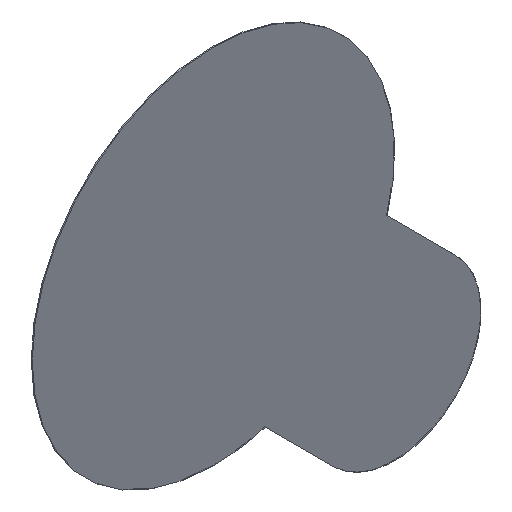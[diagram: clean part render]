
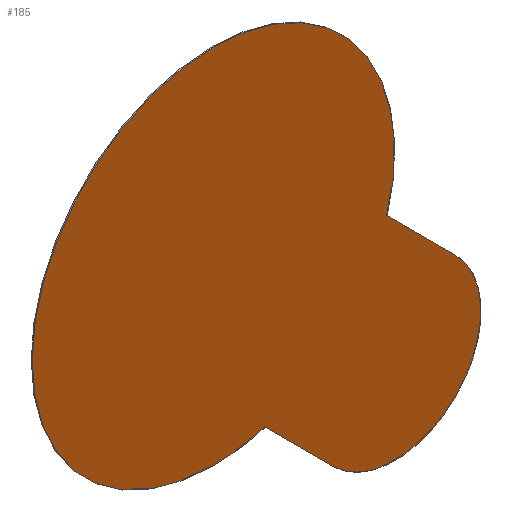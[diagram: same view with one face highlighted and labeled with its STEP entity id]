
A CAD part, isometric view. The second image highlights one B-rep face of the part: STEP entity #185.
In plain terms, the highlighted planar face has unit normal (0, -1, 0).
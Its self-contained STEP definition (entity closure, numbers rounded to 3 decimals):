
#1 = PLANE ( 'NONE',  #135 ) ;
#6 = AXIS2_PLACEMENT_3D ( 'NONE', #234, #118, #254 ) ;
#9 = VERTEX_POINT ( 'NONE', #38 ) ;
#18 = VECTOR ( 'NONE', #37, 1000. ) ;
#22 = VECTOR ( 'NONE', #190, 1000. ) ;
#32 = EDGE_CURVE ( 'NONE', #34, #232, #222, .T. ) ;
#34 = VERTEX_POINT ( 'NONE', #178 ) ;
#37 = DIRECTION ( 'NONE',  ( 0.707, 0., -0.707 ) ) ;
#38 = CARTESIAN_POINT ( 'NONE',  ( 25.982, -10.93, -23.018 ) ) ;
#41 = CIRCLE ( 'NONE', #229, 5.25 ) ;
#46 = LINE ( 'NONE', #245, #22 ) ;
#53 = AXIS2_PLACEMENT_3D ( 'NONE', #98, #77, #75 ) ;
#55 = CARTESIAN_POINT ( 'NONE',  ( 22.5, -10.93, -16. ) ) ;
#56 = EDGE_CURVE ( 'NONE', #232, #154, #41, .T. ) ;
#65 = AXIS2_PLACEMENT_3D ( 'NONE', #55, #259, #196 ) ;
#70 = EDGE_CURVE ( 'NONE', #9, #114, #235, .T. ) ;
#75 = DIRECTION ( 'NONE',  ( 0., 0., -1. ) ) ;
#77 = DIRECTION ( 'NONE',  ( 0., -1., 0. ) ) ;
#86 = EDGE_CURVE ( 'NONE', #154, #9, #240, .T. ) ;
#98 = CARTESIAN_POINT ( 'NONE',  ( 22.5, -10.93, -16. ) ) ;
#108 = CARTESIAN_POINT ( 'NONE',  ( 22.5, -10.93, -21.25 ) ) ;
#109 = EDGE_CURVE ( 'NONE', #226, #34, #121, .T. ) ;
#111 = ORIENTED_EDGE ( 'NONE', *, *, #86, .T. ) ;
#114 = VERTEX_POINT ( 'NONE', #257 ) ;
#118 = DIRECTION ( 'NONE',  ( 0., -1., 0. ) ) ;
#121 = CIRCLE ( 'NONE', #53, 5.25 ) ;
#128 = CARTESIAN_POINT ( 'NONE',  ( 22.5, -10.93, -16. ) ) ;
#132 = ORIENTED_EDGE ( 'NONE', *, *, #56, .T. ) ;
#135 = AXIS2_PLACEMENT_3D ( 'NONE', #128, #204, #243 ) ;
#140 = CARTESIAN_POINT ( 'NONE',  ( 22.5, -10.93, -16. ) ) ;
#154 = VERTEX_POINT ( 'NONE', #202 ) ;
#159 = DIRECTION ( 'NONE',  ( 0., 0., -1. ) ) ;
#161 = DIRECTION ( 'NONE',  ( 0., -1., 0. ) ) ;
#165 = FACE_OUTER_BOUND ( 'NONE', #210, .T. ) ;
#166 = EDGE_CURVE ( 'NONE', #114, #226, #46, .T. ) ;
#173 = ORIENTED_EDGE ( 'NONE', *, *, #32, .T. ) ;
#176 = ORIENTED_EDGE ( 'NONE', *, *, #166, .T. ) ;
#178 = CARTESIAN_POINT ( 'NONE',  ( 22.5, -10.93, -10.75 ) ) ;
#185 = ADVANCED_FACE ( 'NONE', ( #165 ), #1, .T. ) ;
#190 = DIRECTION ( 'NONE',  ( -0.707, 0., 0.707 ) ) ;
#196 = DIRECTION ( 'NONE',  ( 0., 0., -1. ) ) ;
#202 = CARTESIAN_POINT ( 'NONE',  ( 23.997, -10.93, -21.032 ) ) ;
#204 = DIRECTION ( 'NONE',  ( 0., -1., 0. ) ) ;
#210 = EDGE_LOOP ( 'NONE', ( #253, #173, #132, #111, #248, #176 ) ) ;
#218 = CARTESIAN_POINT ( 'NONE',  ( 25.982, -10.93, -23.018 ) ) ;
#222 = CIRCLE ( 'NONE', #65, 5.25 ) ;
#226 = VERTEX_POINT ( 'NONE', #244 ) ;
#229 = AXIS2_PLACEMENT_3D ( 'NONE', #140, #161, #159 ) ;
#232 = VERTEX_POINT ( 'NONE', #108 ) ;
#234 = CARTESIAN_POINT ( 'NONE',  ( 27.75, -10.93, -21.25 ) ) ;
#235 = CIRCLE ( 'NONE', #6, 2.5 ) ;
#240 = LINE ( 'NONE', #218, #18 ) ;
#243 = DIRECTION ( 'NONE',  ( 0., 0., -1. ) ) ;
#244 = CARTESIAN_POINT ( 'NONE',  ( 27.532, -10.93, -17.497 ) ) ;
#245 = CARTESIAN_POINT ( 'NONE',  ( 29.518, -10.93, -19.482 ) ) ;
#248 = ORIENTED_EDGE ( 'NONE', *, *, #70, .T. ) ;
#253 = ORIENTED_EDGE ( 'NONE', *, *, #109, .T. ) ;
#254 = DIRECTION ( 'NONE',  ( 0., 0., -1. ) ) ;
#257 = CARTESIAN_POINT ( 'NONE',  ( 29.518, -10.93, -19.482 ) ) ;
#259 = DIRECTION ( 'NONE',  ( 0., -1., 0. ) ) ;
